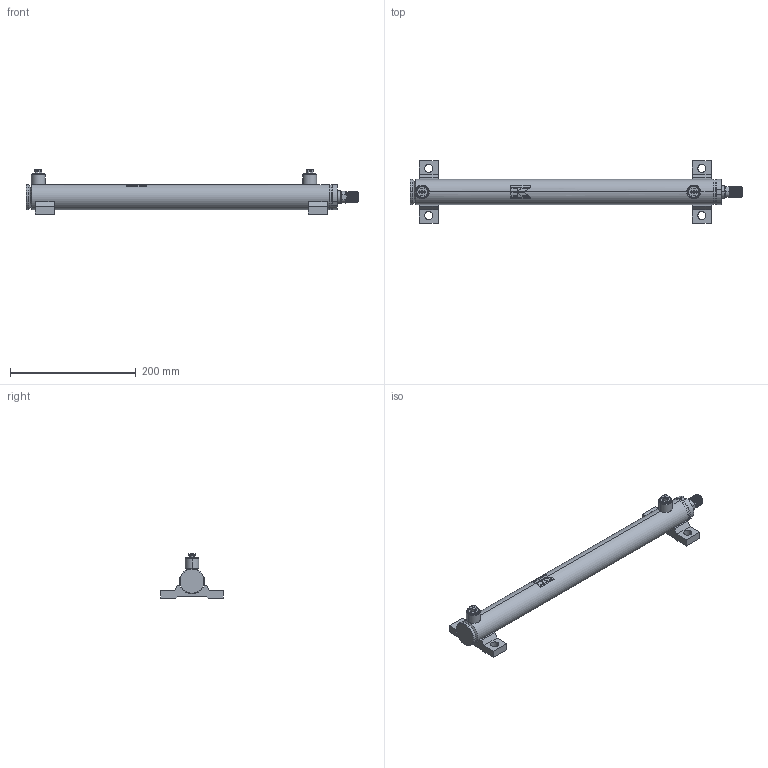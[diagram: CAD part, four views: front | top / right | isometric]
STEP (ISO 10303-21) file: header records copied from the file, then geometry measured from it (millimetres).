
FILE_DESCRIPTION (( 'STEP AP214' ), '1' );
FILE_NAME ('CFGCY0068058-Cylinder.step', '2024-09-17T12:24:45', ( 'Kramp IT' ), ( 'Kramp' ), 'SwSTEP 2.0', 'SolidWorks 2021', '' );
FILE_SCHEMA (( 'AUTOMOTIVE_DESIGN' ));
Length unit declared in the file: millimetre
Products named in the file (18): ATT-NONE; LSN04E; SIDELUG; Tube-MA_Simplified; SP04M; MATE-AID; Rod_Simplified; Rod-WA_Simplified; CFGCY0068058-Cylinder; SLBMM1215; Tube-WA_Simplified; DS2903013020_Simplified; DC3903001; DS2903004VM_Simplified; DS2903013020VM_Simplified; Tube_Simplified; DS2903004_Simplified
Assembly tree (18 placements, depth 4):
  ATT-NONE
  MATE-AID
  CFGCY0068058-Cylinder
    Tube-WA_Simplified
      Tube-MA_Simplified
        Tube_Simplified
        LSN04E
        SIDELUG
      LSN04E
      DC3903001
        DC3903001
      SIDELUG
    Rod-WA_Simplified
      Rod_Simplified
    DS2903013020VM_Simplified
      DS2903013020_Simplified
    DS2903004VM_Simplified
      DS2903004_Simplified
    SLBMM1215
    SP04M  x2
Bounding box: 529 x 100 x 70.5 mm (x, y, z)
Volume: 545959.4 mm3; surface area: 185690.4 mm2
Topology: 12 solids, 12 shells, 402 faces, 943 edges, 601 vertices
Faces by surface type: plane 171, cylinder 139, cone 58, torus 28, bspline 6
Entity records: 11824 total; most frequent: CARTESIAN_POINT 3253, DIRECTION 1512, ORIENTED_EDGE 1402, EDGE_CURVE 701, AXIS2_PLACEMENT_3D 587, VERTEX_POINT 443, EDGE_LOOP 340, VECTOR 338
